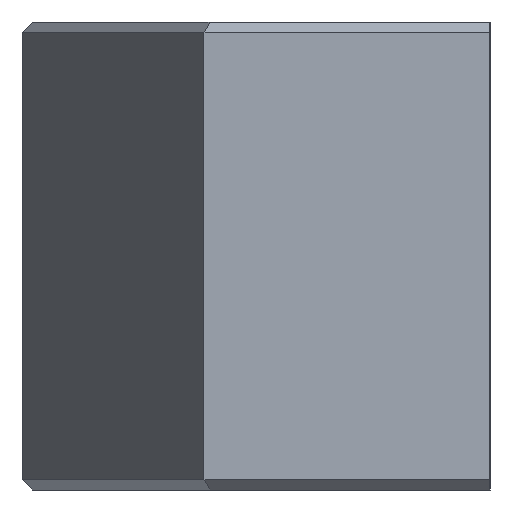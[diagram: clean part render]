
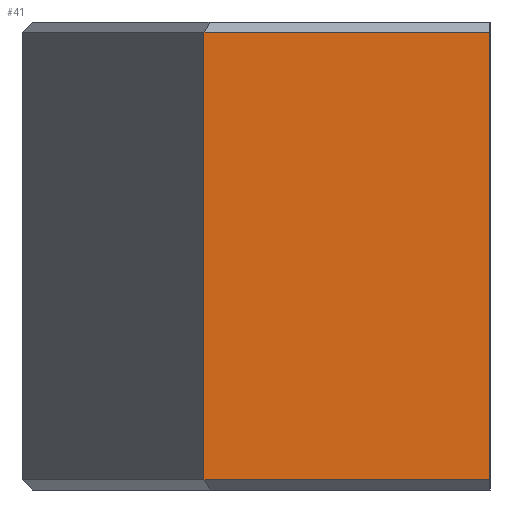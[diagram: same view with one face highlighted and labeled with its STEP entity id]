
A CAD part, left-side view. The second image highlights one B-rep face of the part: STEP entity #41.
In plain terms, the highlighted planar face has unit normal (-1, 0, 0).
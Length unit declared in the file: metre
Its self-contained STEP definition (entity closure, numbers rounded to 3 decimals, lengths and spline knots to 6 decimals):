
#41 = ADVANCED_FACE( '', ( #89 ), #90, .F. );
#89 = FACE_OUTER_BOUND( '', #141, .T. );
#90 = PLANE( '', #142 );
#141 = EDGE_LOOP( '', ( #192, #193, #194, #195 ) );
#142 = AXIS2_PLACEMENT_3D( '', #196, #197, #198 );
#192 = ORIENTED_EDGE( '', *, *, #319, .F. );
#193 = ORIENTED_EDGE( '', *, *, #320, .T. );
#194 = ORIENTED_EDGE( '', *, *, #316, .T. );
#195 = ORIENTED_EDGE( '', *, *, #321, .F. );
#196 = CARTESIAN_POINT( '', ( -0.018, 0.018, 0.009 ) );
#197 = DIRECTION( '', ( 1., 0., 0. ) );
#198 = DIRECTION( '', ( 0., 1., 0. ) );
#316 = EDGE_CURVE( '', #369, #367, #370, .T. );
#319 = EDGE_CURVE( '', #373, #374, #375, .T. );
#320 = EDGE_CURVE( '', #373, #369, #376, .T. );
#321 = EDGE_CURVE( '', #374, #367, #377, .T. );
#367 = VERTEX_POINT( '', #440 );
#369 = VERTEX_POINT( '', #443 );
#370 = LINE( '', #444, #445 );
#373 = VERTEX_POINT( '', #449 );
#374 = VERTEX_POINT( '', #450 );
#375 = LINE( '', #451, #452 );
#376 = LINE( '', #453, #454 );
#377 = LINE( '', #455, #456 );
#440 = CARTESIAN_POINT( '', ( -0.018, 0., -0.0086 ) );
#443 = CARTESIAN_POINT( '', ( -0.018, 0.011, -0.0086 ) );
#444 = CARTESIAN_POINT( '', ( -0.018, 0.017, -0.0086 ) );
#445 = VECTOR( '', #544, 1. );
#449 = CARTESIAN_POINT( '', ( -0.018, 0.011, 0.0086 ) );
#450 = CARTESIAN_POINT( '', ( -0.018, 0., 0.0086 ) );
#451 = CARTESIAN_POINT( '', ( -0.018, 0.017, 0.0086 ) );
#452 = VECTOR( '', #546, 1. );
#453 = CARTESIAN_POINT( '', ( -0.018, 0.011, 0.009 ) );
#454 = VECTOR( '', #547, 1. );
#455 = CARTESIAN_POINT( '', ( -0.018, 0., 0.009 ) );
#456 = VECTOR( '', #548, 1. );
#544 = DIRECTION( '', ( 0., -1., 0. ) );
#546 = DIRECTION( '', ( 0., -1., 0. ) );
#547 = DIRECTION( '', ( 0., 0., -1. ) );
#548 = DIRECTION( '', ( 0., 0., -1. ) );
